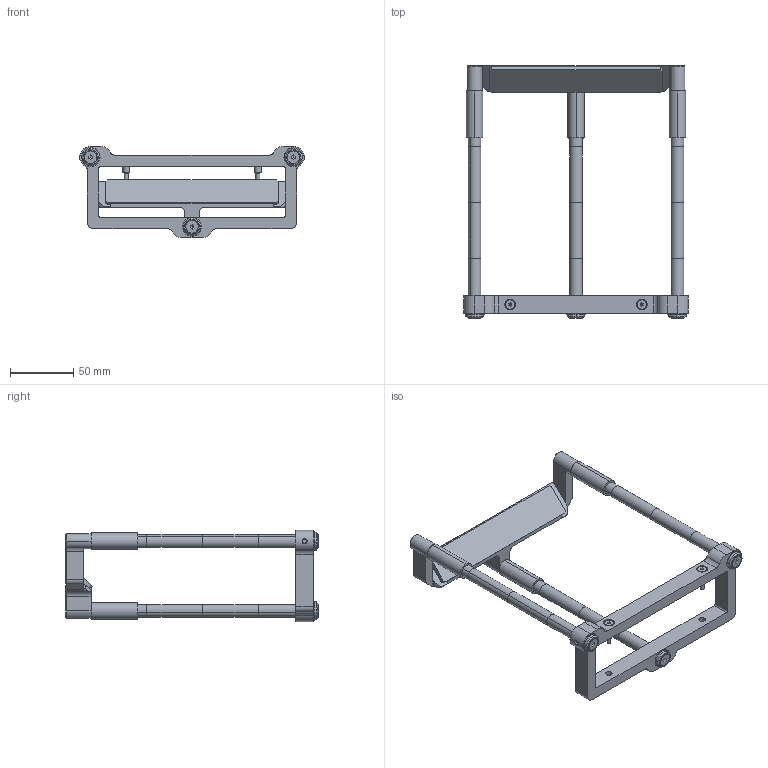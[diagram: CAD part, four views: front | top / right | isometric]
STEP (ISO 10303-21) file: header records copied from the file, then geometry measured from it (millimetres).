
FILE_DESCRIPTION (( 'STEP AP203' ), '1' );
FILE_NAME ('DP22526-B_CMMR4K120-V.step', '2022-01-13T08:33:23', ( '' ), ( '' ), 'SwSTEP 2.0', 'SolidWorks 2021', '' );
FILE_SCHEMA (( 'CONFIG_CONTROL_DESIGN' ));
Length unit declared in the file: millimetre
Products named in the file (1): DP22526-B_CMMR4K120-V
Bounding box: 177 x 199.32 x 72 mm (x, y, z)
Surface area: 63821.7 mm2 (no closed solid volume)
Topology: 0 solids, 38 shells, 300 faces, 821 edges, 538 vertices
Faces by surface type: plane 141, cylinder 111, cone 48
Entity records: 9599 total; most frequent: CARTESIAN_POINT 1756, DIRECTION 1747, ORIENTED_EDGE 1416, EDGE_CURVE 811, AXIS2_PLACEMENT_3D 641, VERTEX_POINT 538, LINE 465, VECTOR 465
